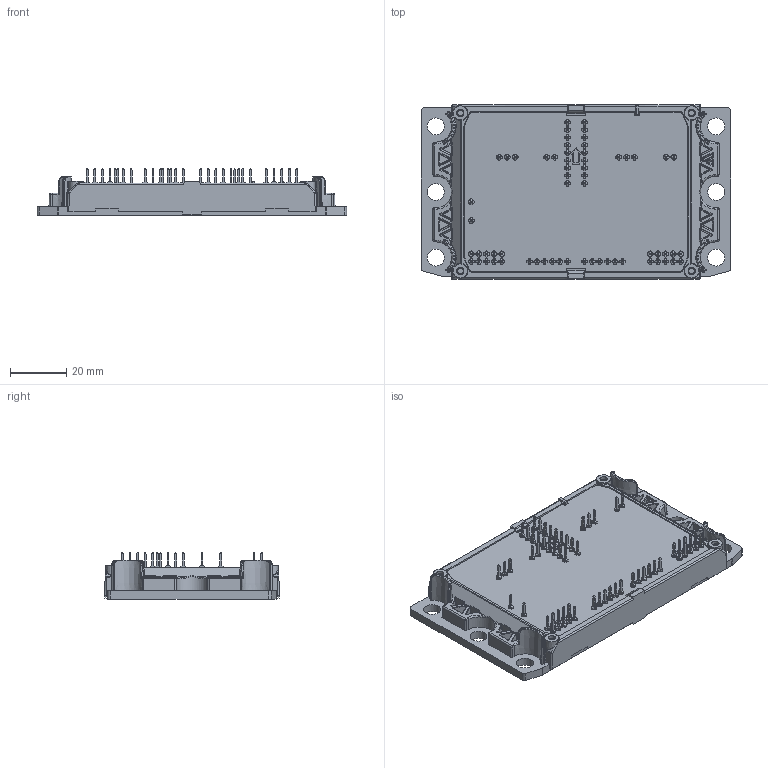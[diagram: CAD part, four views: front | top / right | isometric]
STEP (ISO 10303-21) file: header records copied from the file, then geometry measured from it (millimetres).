
FILE_DESCRIPTION(/* description */ ('Unknown'),/* implementation_level */ '2;1');
FILE_NAME(/* name */ 'FlowE3BP-4T12Z-PU10(620)-01-OL',/* time_stamp */ '2026-01-29T12:50:59+01:00',/* author */ ('Unknown'),/* organization */ ('Unknown'),/* preprocessor_version */ 'ST-DEVELOPER v20',/* originating_system */ 'Solid Edge',/* authorisation */ 'Unknown');
FILE_SCHEMA (('AUTOMOTIVE_DESIGN {1 0 10303 214 3 1 1}'));
Products named in the file (1): FlowE3BP-4T12Z-PU10-OL
Bounding box: 109.6 x 61.99 x 16.45 mm (x, y, z)
Volume: 59383.5 mm3; surface area: 36590.8 mm2
Topology: 1 solids, 1 shells, 6046 faces, 17710 edges, 11584 vertices
Faces by surface type: plane 3655, cylinder 1608, bspline 342, cone 229, torus 184, sphere 28
Full cylindrical faces by diameter (mm): 2.6 x4, 3 x4, 6 x6
Entity records: 249833 total; most frequent: CARTESIAN_POINT 46800, ORIENTED_EDGE 35296, DIRECTION 32313, EDGE_CURVE 17648, VERTEX_POINT 11568, LINE 10795, VECTOR 10795, AXIS2_PLACEMENT_3D 10759
